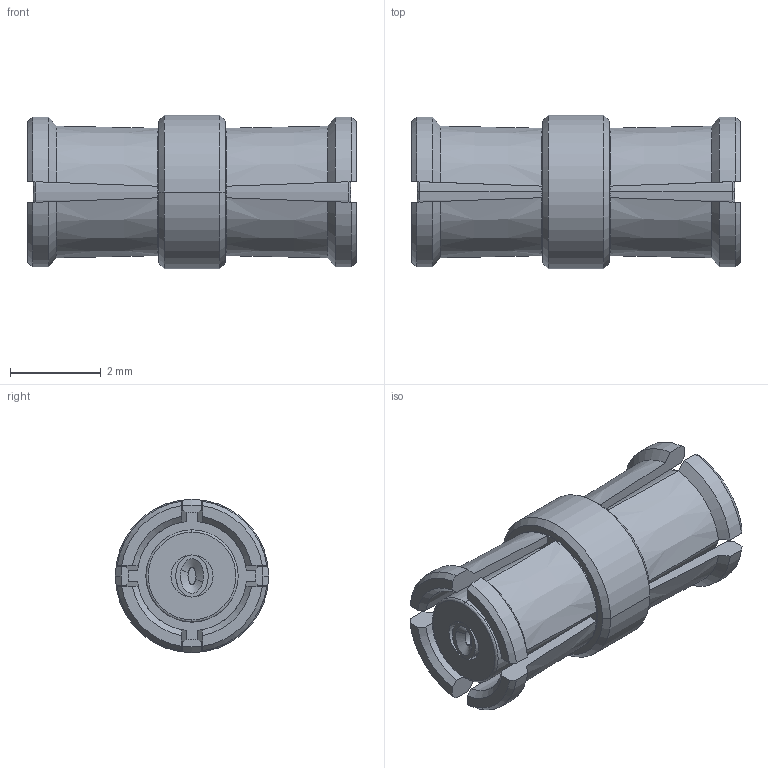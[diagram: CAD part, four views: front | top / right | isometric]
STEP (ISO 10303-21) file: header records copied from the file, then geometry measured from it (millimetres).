
FILE_DESCRIPTION (( 'STEP AP203' ), '1' );
FILE_NAME ('SM2616.step', '2019-05-14T16:05:35', ( '' ), ( '' ), 'SwSTEP 2.0', 'SolidWorks 2018', '' );
FILE_SCHEMA (( 'CONFIG_CONTROL_DESIGN' ));
Length unit declared in the file: inch
Products named in the file (1): SM2616
Bounding box: 7.24 x 3.38 x 3.38 mm (x, y, z)
Volume: 41.4 mm3; surface area: 185.2 mm2
Topology: 3 solids, 3 shells, 138 faces, 334 edges, 212 vertices
Faces by surface type: plane 40, cone 36, bspline 32, cylinder 30
Entity records: 5575 total; most frequent: CARTESIAN_POINT 2679, ORIENTED_EDGE 668, DIRECTION 500, EDGE_CURVE 334, AXIS2_PLACEMENT_3D 215, VERTEX_POINT 212, EDGE_LOOP 152, FACE_OUTER_BOUND 138
